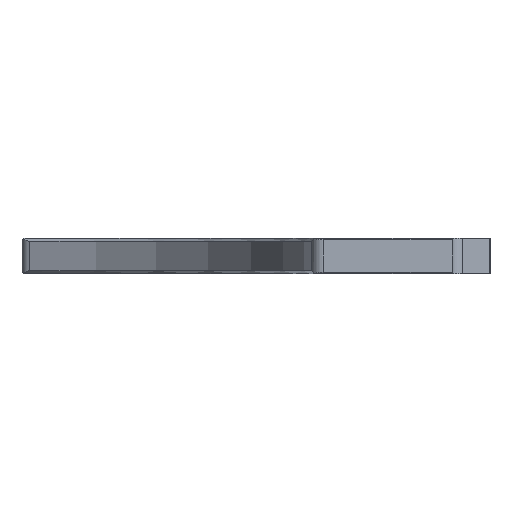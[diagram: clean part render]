
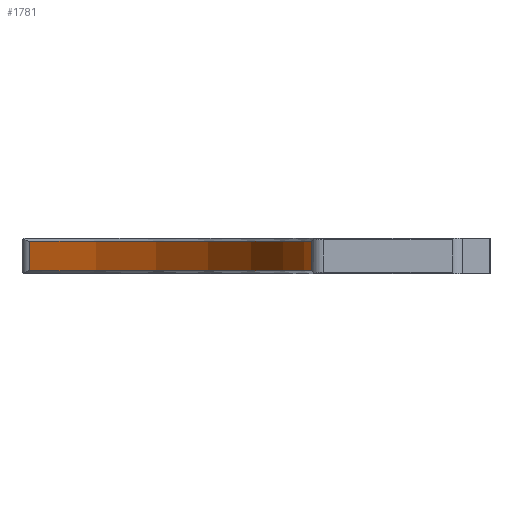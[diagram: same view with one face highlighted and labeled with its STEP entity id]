
A CAD part, front view. The second image highlights one B-rep face of the part: STEP entity #1781.
In plain terms, the highlighted cylindrical face has radius 112.5 mm (diameter 225 mm), a partial arc.
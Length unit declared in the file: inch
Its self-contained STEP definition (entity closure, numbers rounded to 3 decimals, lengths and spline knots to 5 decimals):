
#53 = DIRECTION ( 'NONE',  ( 0., 0., 1. ) ) ;
#71 = CIRCLE ( 'NONE', #2188, 4.42913 ) ;
#77 = VERTEX_POINT ( 'NONE', #875 ) ;
#378 = EDGE_CURVE ( 'NONE', #2156, #77, #3052, .T. ) ;
#476 = CIRCLE ( 'NONE', #740, 4.42913 ) ;
#528 = CARTESIAN_POINT ( 'NONE',  ( 4.42747, 0.12157, -0.3745 ) ) ;
#740 = AXIS2_PLACEMENT_3D ( 'NONE', #2571, #53, #4703 ) ;
#753 = DIRECTION ( 'NONE',  ( 0., 0., -1. ) ) ;
#848 = DIRECTION ( 'NONE',  ( 0., 0., 1. ) ) ;
#875 = CARTESIAN_POINT ( 'NONE',  ( 4.42747, 0.12157, -0.031 ) ) ;
#922 = CARTESIAN_POINT ( 'NONE',  ( 1.46191, 4.18091, -0.3745 ) ) ;
#1521 = EDGE_CURVE ( 'NONE', #5053, #2156, #71, .T. ) ;
#1781 = ADVANCED_FACE ( 'NONE', ( #2153 ), #2542, .F. ) ;
#1995 = CARTESIAN_POINT ( 'NONE',  ( 1.46191, 4.18091, -0.3435 ) ) ;
#2075 = ORIENTED_EDGE ( 'NONE', *, *, #4732, .T. ) ;
#2095 = DIRECTION ( 'NONE',  ( 1., 0., 0. ) ) ;
#2153 = FACE_OUTER_BOUND ( 'NONE', #4397, .T. ) ;
#2156 = VERTEX_POINT ( 'NONE', #3033 ) ;
#2162 = CARTESIAN_POINT ( 'NONE',  ( 0., 0., -0.3435 ) ) ;
#2188 = AXIS2_PLACEMENT_3D ( 'NONE', #2162, #753, #4530 ) ;
#2413 = VECTOR ( 'NONE', #2615, 39.37008 ) ;
#2542 = CYLINDRICAL_SURFACE ( 'NONE', #4147, 4.42913 ) ;
#2571 = CARTESIAN_POINT ( 'NONE',  ( 0., 0., -0.031 ) ) ;
#2573 = ORIENTED_EDGE ( 'NONE', *, *, #3042, .T. ) ;
#2615 = DIRECTION ( 'NONE',  ( 0., 0., 1. ) ) ;
#2677 = ORIENTED_EDGE ( 'NONE', *, *, #1521, .T. ) ;
#2953 = CARTESIAN_POINT ( 'NONE',  ( 1.46191, 4.18091, -0.031 ) ) ;
#3033 = CARTESIAN_POINT ( 'NONE',  ( 4.42747, 0.12157, -0.3435 ) ) ;
#3042 = EDGE_CURVE ( 'NONE', #5104, #5053, #4718, .T. ) ;
#3052 = LINE ( 'NONE', #528, #2413 ) ;
#4147 = AXIS2_PLACEMENT_3D ( 'NONE', #4673, #848, #2095 ) ;
#4397 = EDGE_LOOP ( 'NONE', ( #2075, #2573, #2677, #5219 ) ) ;
#4530 = DIRECTION ( 'NONE',  ( 1., 0., 0. ) ) ;
#4589 = VECTOR ( 'NONE', #5041, 39.37008 ) ;
#4673 = CARTESIAN_POINT ( 'NONE',  ( 0., 0., -0.3745 ) ) ;
#4703 = DIRECTION ( 'NONE',  ( 1., 0., 0. ) ) ;
#4718 = LINE ( 'NONE', #922, #4589 ) ;
#4732 = EDGE_CURVE ( 'NONE', #77, #5104, #476, .T. ) ;
#5041 = DIRECTION ( 'NONE',  ( 0., 0., -1. ) ) ;
#5053 = VERTEX_POINT ( 'NONE', #1995 ) ;
#5104 = VERTEX_POINT ( 'NONE', #2953 ) ;
#5219 = ORIENTED_EDGE ( 'NONE', *, *, #378, .T. ) ;
